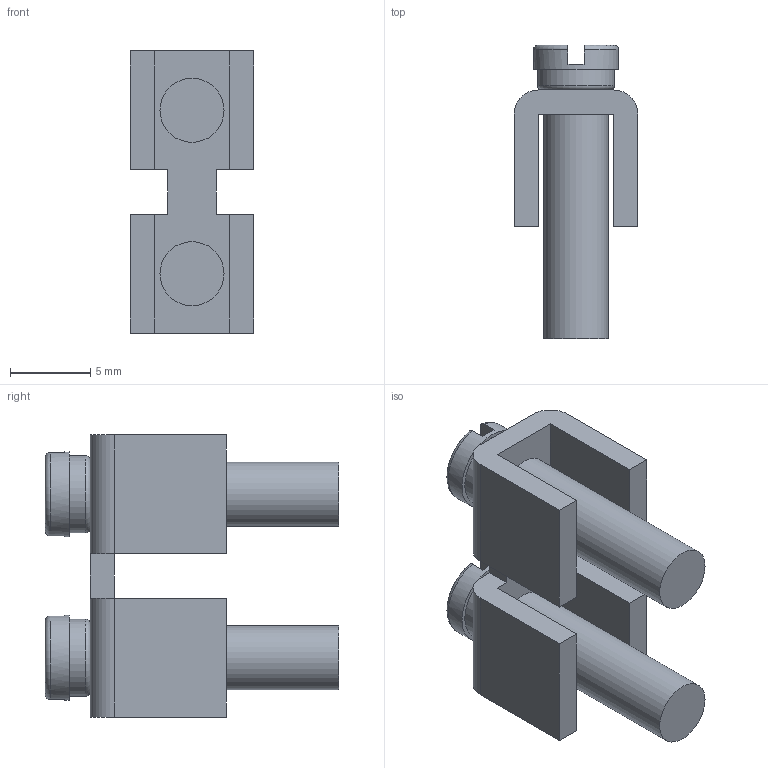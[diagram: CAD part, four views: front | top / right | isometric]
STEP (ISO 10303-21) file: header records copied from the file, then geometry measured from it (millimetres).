
FILE_DESCRIPTION(/* description */ (''),/* implementation_level */ '2;1');
FILE_NAME(/* name */ 'CQ2-10.stp',/* time_stamp */ '2024-02-28T15:23:12+08:00',/* author */ (''),/* organization */ (''),/* preprocessor_version */ 'ST-DEVELOPER v16.7',/* originating_system */ 'SIEMENS PLM Software NX 12.0',/* authorisation */ '');
FILE_SCHEMA (('AP203_CONFIGURATION_CONTROLLED_3D_DESIGN_OF_MECHANICAL_PARTS_AND_ASSEMBLIES_MIM_LF { 1 0 10303 403 2 1 2}'));
Length unit declared in the file: millimetre
Products named in the file (1): CQ2-10
Bounding box: 7.7 x 18.3 x 17.6 mm (x, y, z)
Volume: 931.3 mm3; surface area: 1296.4 mm2
Topology: 1 solids, 3 shells, 60 faces, 146 edges, 98 vertices
Faces by surface type: plane 40, cylinder 10, torus 6, bspline 4
Full cylindrical faces by diameter (mm): 4 x2, 4.8 x2, 5.3 x2
Entity records: 3628 total; most frequent: CARTESIAN_POINT 2207, ORIENTED_EDGE 264, DIRECTION 260, EDGE_CURVE 132, VERTEX_POINT 92, AXIS2_PLACEMENT_3D 89, LINE 82, VECTOR 82
